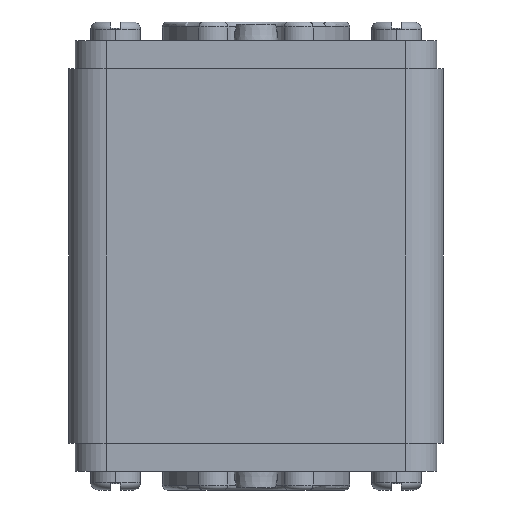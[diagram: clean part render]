
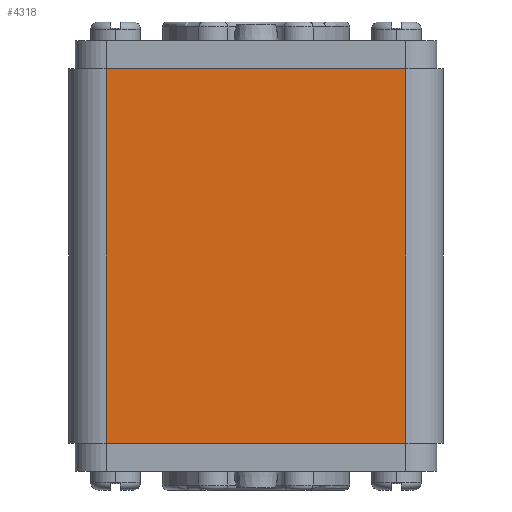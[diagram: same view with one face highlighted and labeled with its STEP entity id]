
A CAD part, front view. The second image highlights one B-rep face of the part: STEP entity #4318.
In plain terms, the highlighted planar face has unit normal (0, -1, 0).
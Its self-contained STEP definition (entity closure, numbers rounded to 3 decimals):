
#25=DIRECTION('',(1.,0.,0.));
#26=VECTOR('',#25,48.);
#27=CARTESIAN_POINT('',(-24.,-30.,-30.));
#28=LINE('',#27,#26);
#82=DIRECTION('',(0.,0.,-1.));
#83=VECTOR('',#82,60.);
#84=CARTESIAN_POINT('',(24.,-30.,30.));
#85=LINE('',#84,#83);
#86=DIRECTION('',(0.,0.,-1.));
#87=VECTOR('',#86,60.);
#88=CARTESIAN_POINT('',(-24.,-30.,30.));
#89=LINE('',#88,#87);
#120=DIRECTION('',(1.,0.,0.));
#121=VECTOR('',#120,48.);
#122=CARTESIAN_POINT('',(-24.,-30.,30.));
#123=LINE('',#122,#121);
#3565=CARTESIAN_POINT('',(24.,-30.,-30.));
#3567=VERTEX_POINT('',#3565);
#3568=CARTESIAN_POINT('',(24.,-30.,30.));
#3569=VERTEX_POINT('',#3568);
#3572=CARTESIAN_POINT('',(-24.,-30.,-30.));
#3574=VERTEX_POINT('',#3572);
#3578=CARTESIAN_POINT('',(-24.,-30.,30.));
#3579=VERTEX_POINT('',#3578);
#4305=CARTESIAN_POINT('',(-30.,-30.,-30.));
#4306=DIRECTION('',(0.,-1.,0.));
#4307=DIRECTION('',(1.,0.,0.));
#4308=AXIS2_PLACEMENT_3D('',#4305,#4306,#4307);
#4309=PLANE('',#4308);
#4310=ORIENTED_EDGE('',*,*,#4297,.T.);
#4311=ORIENTED_EDGE('',*,*,#4235,.F.);
#4313=ORIENTED_EDGE('',*,*,#4312,.F.);
#4315=ORIENTED_EDGE('',*,*,#4314,.T.);
#4316=EDGE_LOOP('',(#4310,#4311,#4313,#4315));
#4317=FACE_OUTER_BOUND('',#4316,.F.);
#4318=ADVANCED_FACE('',(#4317),#4309,.T.);
#4235=EDGE_CURVE('',#3574,#3567,#28,.T.);
#4297=EDGE_CURVE('',#3569,#3567,#85,.T.);
#4312=EDGE_CURVE('',#3579,#3574,#89,.T.);
#4314=EDGE_CURVE('',#3579,#3569,#123,.T.);
